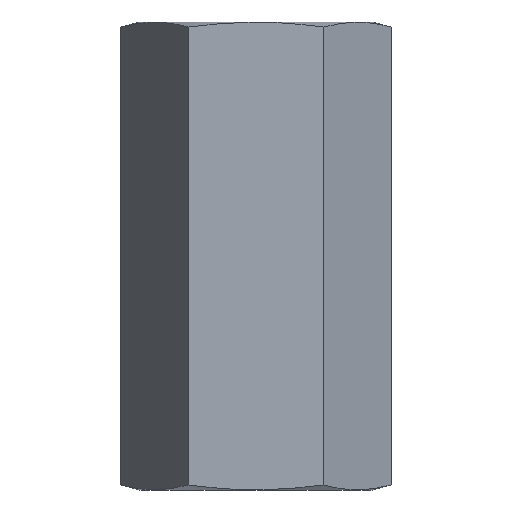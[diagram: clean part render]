
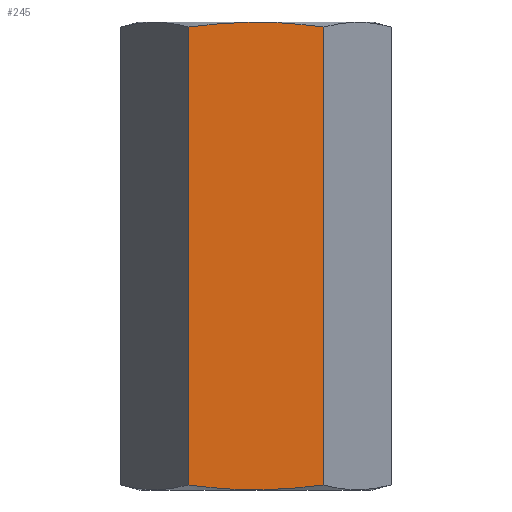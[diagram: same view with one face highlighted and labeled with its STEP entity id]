
A CAD part, front view. The second image highlights one B-rep face of the part: STEP entity #245.
In plain terms, the highlighted planar face has unit normal (0, -1, 0).
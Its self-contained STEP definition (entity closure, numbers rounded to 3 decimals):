
#115=VERTEX_POINT('',#298);
#133=VERTEX_POINT('',#319);
#137=EDGE_CURVE('',#147,#133,#324,.T.);
#147=VERTEX_POINT('',#334);
#207=EDGE_CURVE('',#133,#115,#401,.T.);
#215=EDGE_CURVE('',#253,#147,#409,.T.);
#227=EDGE_CURVE('',#115,#253,#423,.T.);
#245=ADVANCED_FACE('',(#443),#444,.T.);
#253=VERTEX_POINT('',#454);
#298=CARTESIAN_POINT('',(5.2,-9.007,-35.61));
#319=CARTESIAN_POINT('',(5.2,-9.007,-0.39));
#324=(B_SPLINE_CURVE(2,(#543,#544,#545),.UNSPECIFIED.,.F.,.F.)B_SPLINE_CURVE_WITH_KNOTS((3,3),(0.0,10.427),.UNSPECIFIED.)RATIONAL_B_SPLINE_CURVE((1.0,1.155,1.0))BOUNDED_CURVE()REPRESENTATION_ITEM('')GEOMETRIC_REPRESENTATION_ITEM()CURVE());
#334=CARTESIAN_POINT('',(-5.2,-9.007,-0.39));
#401=LINE('',#688,#689);
#409=LINE('',#700,#701);
#423=(B_SPLINE_CURVE(2,(#729,#730,#731),.UNSPECIFIED.,.F.,.F.)B_SPLINE_CURVE_WITH_KNOTS((3,3),(0.0,10.427),.UNSPECIFIED.)RATIONAL_B_SPLINE_CURVE((1.0,1.155,1.0))BOUNDED_CURVE()REPRESENTATION_ITEM('')GEOMETRIC_REPRESENTATION_ITEM()CURVE());
#443=FACE_OUTER_BOUND('',#783,.T.);
#444=PLANE('',#784);
#454=CARTESIAN_POINT('',(-5.2,-9.007,-35.61));
#543=CARTESIAN_POINT('',(-5.2,-9.007,-0.39));
#544=CARTESIAN_POINT('',(0.,-9.007,0.307));
#545=CARTESIAN_POINT('',(5.2,-9.007,-0.39));
#688=CARTESIAN_POINT('',(5.2,-9.007,-18.));
#689=VECTOR('',#957,1.0);
#700=CARTESIAN_POINT('',(-5.2,-9.007,-18.));
#701=VECTOR('',#964,1.0);
#729=CARTESIAN_POINT('',(5.2,-9.007,-35.61));
#730=CARTESIAN_POINT('',(0.,-9.007,-36.307));
#731=CARTESIAN_POINT('',(-5.2,-9.007,-35.61));
#783=EDGE_LOOP('',(#999,#1000,#1001,#1002));
#784=AXIS2_PLACEMENT_3D('',#1003,#1004,#1005);
#957=DIRECTION('',(0.0,0.0,-1.0));
#964=DIRECTION('',(0.0,0.0,1.0));
#999=ORIENTED_EDGE('',*,*,#137,.F.);
#1000=ORIENTED_EDGE('',*,*,#215,.F.);
#1001=ORIENTED_EDGE('',*,*,#227,.F.);
#1002=ORIENTED_EDGE('',*,*,#207,.F.);
#1003=CARTESIAN_POINT('',(5.2,-9.007,-36.));
#1004=DIRECTION('',(0.0,-1.0,0.0));
#1005=DIRECTION('',(0.0,0.0,1.0));
